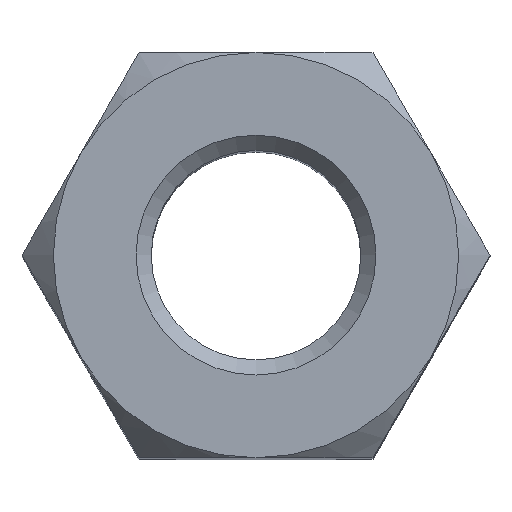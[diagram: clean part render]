
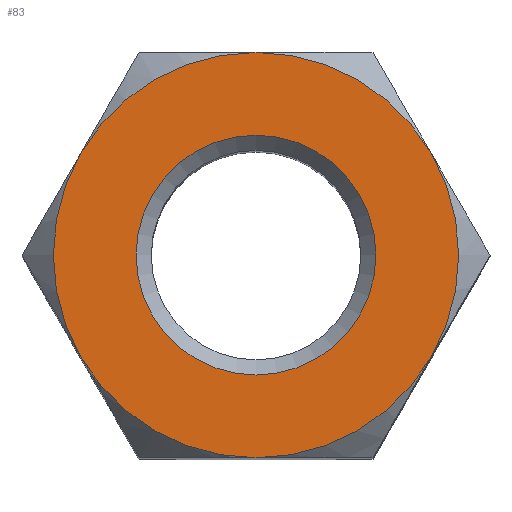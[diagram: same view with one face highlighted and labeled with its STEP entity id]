
A CAD part, top view. The second image highlights one B-rep face of the part: STEP entity #83.
In plain terms, the highlighted planar face has unit normal (0, 0, 1).
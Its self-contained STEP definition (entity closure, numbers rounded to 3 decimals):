
#83 = ADVANCED_FACE( '', ( #167, #168 ), #169, .F. );
#167 = FACE_BOUND( '', #248, .T. );
#168 = FACE_OUTER_BOUND( '', #249, .T. );
#169 = PLANE( '', #250 );
#248 = EDGE_LOOP( '', ( #409 ) );
#249 = EDGE_LOOP( '', ( #410, #411, #412, #413, #414, #415 ) );
#250 = AXIS2_PLACEMENT_3D( '', #416, #417, #418 );
#409 = ORIENTED_EDGE( '', *, *, #499, .T. );
#410 = ORIENTED_EDGE( '', *, *, #450, .T. );
#411 = ORIENTED_EDGE( '', *, *, #512, .T. );
#412 = ORIENTED_EDGE( '', *, *, #503, .T. );
#413 = ORIENTED_EDGE( '', *, *, #513, .T. );
#414 = ORIENTED_EDGE( '', *, *, #477, .T. );
#415 = ORIENTED_EDGE( '', *, *, #509, .T. );
#416 = CARTESIAN_POINT( '', ( 0., 0., 10. ) );
#417 = DIRECTION( '', ( 0., 0., -1. ) );
#418 = DIRECTION( '', ( -1., 0., 0. ) );
#450 = EDGE_CURVE( '', #519, #520, #521, .F. );
#477 = EDGE_CURVE( '', #565, #566, #567, .F. );
#499 = EDGE_CURVE( '', #594, #594, #595, .T. );
#503 = EDGE_CURVE( '', #580, #550, #599, .F. );
#509 = EDGE_CURVE( '', #566, #519, #606, .T. );
#512 = EDGE_CURVE( '', #520, #580, #609, .F. );
#513 = EDGE_CURVE( '', #550, #565, #610, .F. );
#519 = VERTEX_POINT( '', #616 );
#520 = VERTEX_POINT( '', #617 );
#521 = CIRCLE( '', #618, 4. );
#550 = VERTEX_POINT( '', #693 );
#565 = VERTEX_POINT( '', #740 );
#566 = VERTEX_POINT( '', #741 );
#567 = CIRCLE( '', #742, 4. );
#580 = VERTEX_POINT( '', #794 );
#594 = VERTEX_POINT( '', #842 );
#595 = CIRCLE( '', #843, 2.367 );
#599 = CIRCLE( '', #847, 4. );
#606 = CIRCLE( '', #854, 4. );
#609 = CIRCLE( '', #864, 4. );
#610 = CIRCLE( '', #865, 4. );
#616 = CARTESIAN_POINT( '', ( -3.464, 2., 10. ) );
#617 = CARTESIAN_POINT( '', ( -3.464, -2., 10. ) );
#618 = AXIS2_PLACEMENT_3D( '', #870, #871, #872 );
#693 = CARTESIAN_POINT( '', ( 3.464, -2., 10. ) );
#740 = CARTESIAN_POINT( '', ( 3.464, 2., 10. ) );
#741 = CARTESIAN_POINT( '', ( 0., 4., 10. ) );
#742 = AXIS2_PLACEMENT_3D( '', #889, #890, #891 );
#794 = CARTESIAN_POINT( '', ( 0., -4., 10. ) );
#842 = CARTESIAN_POINT( '', ( 0., 2.367, 10. ) );
#843 = AXIS2_PLACEMENT_3D( '', #900, #901, #902 );
#847 = AXIS2_PLACEMENT_3D( '', #906, #907, #908 );
#854 = AXIS2_PLACEMENT_3D( '', #915, #916, #917 );
#864 = AXIS2_PLACEMENT_3D( '', #918, #919, #920 );
#865 = AXIS2_PLACEMENT_3D( '', #921, #922, #923 );
#870 = CARTESIAN_POINT( '', ( 0., 0., 10. ) );
#871 = DIRECTION( '', ( 0., 0., -1. ) );
#872 = DIRECTION( '', ( -1., 0., 0. ) );
#889 = CARTESIAN_POINT( '', ( 0., 0., 10. ) );
#890 = DIRECTION( '', ( 0., 0., -1. ) );
#891 = DIRECTION( '', ( -1., 0., 0. ) );
#900 = CARTESIAN_POINT( '', ( 0., 0., 10. ) );
#901 = DIRECTION( '', ( 0., 0., -1. ) );
#902 = DIRECTION( '', ( 0., 1., 0. ) );
#906 = CARTESIAN_POINT( '', ( 0., 0., 10. ) );
#907 = DIRECTION( '', ( 0., 0., -1. ) );
#908 = DIRECTION( '', ( -1., 0., 0. ) );
#915 = CARTESIAN_POINT( '', ( 0., 0., 10. ) );
#916 = DIRECTION( '', ( 0., 0., 1. ) );
#917 = DIRECTION( '', ( 1., 0., 0. ) );
#918 = CARTESIAN_POINT( '', ( 0., 0., 10. ) );
#919 = DIRECTION( '', ( 0., 0., -1. ) );
#920 = DIRECTION( '', ( -1., 0., 0. ) );
#921 = CARTESIAN_POINT( '', ( 0., 0., 10. ) );
#922 = DIRECTION( '', ( 0., 0., -1. ) );
#923 = DIRECTION( '', ( -1., 0., 0. ) );
